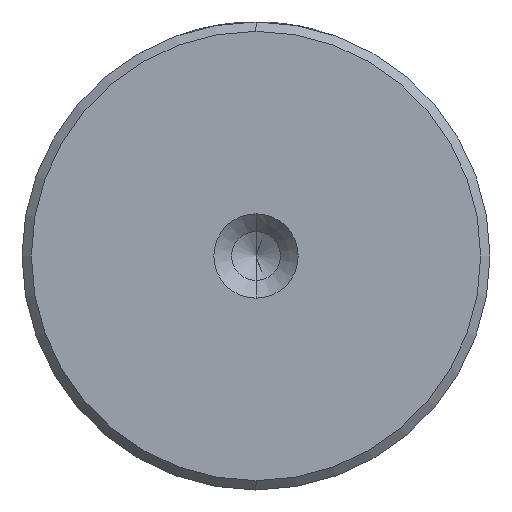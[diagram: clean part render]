
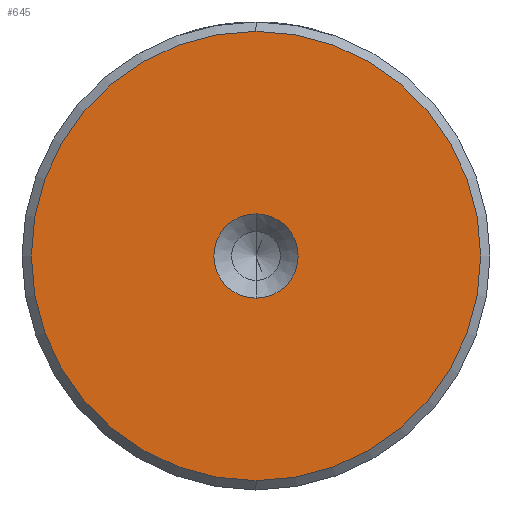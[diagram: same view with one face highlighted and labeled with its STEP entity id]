
A CAD part, left-side view. The second image highlights one B-rep face of the part: STEP entity #645.
In plain terms, the highlighted planar face has unit normal (-1, 0, 0).
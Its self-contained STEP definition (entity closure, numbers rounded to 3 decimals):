
#74 = ORIENTED_EDGE ( 'NONE', *, *, #239, .T. ) ;
#87 = VERTEX_POINT ( 'NONE', #2119 ) ;
#132 = CARTESIAN_POINT ( 'NONE',  ( 0., 0., 2.25 ) ) ;
#191 = CARTESIAN_POINT ( 'NONE',  ( 0., 0., 0. ) ) ;
#239 = EDGE_CURVE ( 'NONE', #1131, #87, #2223, .T. ) ;
#395 = AXIS2_PLACEMENT_3D ( 'NONE', #2283, #1144, #2480 ) ;
#408 = DIRECTION ( 'NONE',  ( -1., 0., 0. ) ) ;
#438 = DIRECTION ( 'NONE',  ( -1., 0., 0. ) ) ;
#525 = AXIS2_PLACEMENT_3D ( 'NONE', #1561, #408, #1744 ) ;
#620 = CIRCLE ( 'NONE', #2461, 2.25 ) ;
#645 = ADVANCED_FACE ( 'NONE', ( #1014, #1461 ), #2500, .T. ) ;
#780 = DIRECTION ( 'NONE',  ( 0., 0., 1. ) ) ;
#949 = EDGE_CURVE ( 'NONE', #2201, #2254, #620, .T. ) ;
#1014 = FACE_OUTER_BOUND ( 'NONE', #1310, .T. ) ;
#1054 = EDGE_LOOP ( 'NONE', ( #2401, #2102 ) ) ;
#1096 = CARTESIAN_POINT ( 'NONE',  ( 0., 0., 0. ) ) ;
#1113 = EDGE_CURVE ( 'NONE', #87, #1131, #1778, .T. ) ;
#1131 = VERTEX_POINT ( 'NONE', #1961 ) ;
#1144 = DIRECTION ( 'NONE',  ( -1., 0., 0. ) ) ;
#1233 = ORIENTED_EDGE ( 'NONE', *, *, #1113, .T. ) ;
#1274 = DIRECTION ( 'NONE',  ( 0., 0., 1. ) ) ;
#1310 = EDGE_LOOP ( 'NONE', ( #74, #1233 ) ) ;
#1461 = FACE_BOUND ( 'NONE', #1054, .T. ) ;
#1561 = CARTESIAN_POINT ( 'NONE',  ( 0., 0., 0. ) ) ;
#1593 = CARTESIAN_POINT ( 'NONE',  ( 0., 0., 0. ) ) ;
#1681 = CIRCLE ( 'NONE', #395, 2.25 ) ;
#1744 = DIRECTION ( 'NONE',  ( 0., 0., 1. ) ) ;
#1776 = DIRECTION ( 'NONE',  ( 0., 0., 1. ) ) ;
#1778 = CIRCLE ( 'NONE', #1919, 12. ) ;
#1918 = DIRECTION ( 'NONE',  ( -1., 0., 0. ) ) ;
#1919 = AXIS2_PLACEMENT_3D ( 'NONE', #1593, #438, #1776 ) ;
#1961 = CARTESIAN_POINT ( 'NONE',  ( 0., 0., -12. ) ) ;
#2102 = ORIENTED_EDGE ( 'NONE', *, *, #949, .F. ) ;
#2119 = CARTESIAN_POINT ( 'NONE',  ( 0., 0., 12. ) ) ;
#2201 = VERTEX_POINT ( 'NONE', #2420 ) ;
#2223 = CIRCLE ( 'NONE', #525, 12. ) ;
#2254 = VERTEX_POINT ( 'NONE', #132 ) ;
#2283 = CARTESIAN_POINT ( 'NONE',  ( 0., 0., 0. ) ) ;
#2351 = EDGE_CURVE ( 'NONE', #2254, #2201, #1681, .T. ) ;
#2396 = AXIS2_PLACEMENT_3D ( 'NONE', #191, #1918, #780 ) ;
#2401 = ORIENTED_EDGE ( 'NONE', *, *, #2351, .F. ) ;
#2420 = CARTESIAN_POINT ( 'NONE',  ( 0., 0., -2.25 ) ) ;
#2429 = DIRECTION ( 'NONE',  ( -1., 0., 0. ) ) ;
#2461 = AXIS2_PLACEMENT_3D ( 'NONE', #1096, #2429, #1274 ) ;
#2480 = DIRECTION ( 'NONE',  ( 0., 0., 1. ) ) ;
#2500 = PLANE ( 'NONE',  #2396 ) ;
